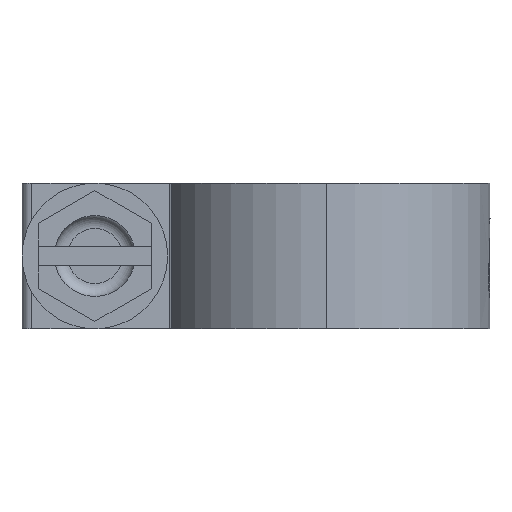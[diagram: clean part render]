
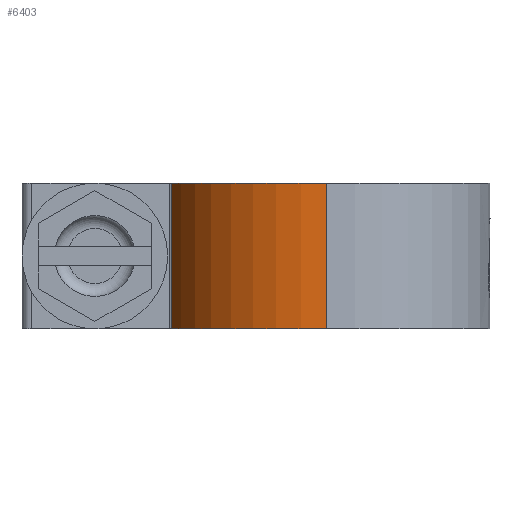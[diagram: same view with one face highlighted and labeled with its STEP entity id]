
A CAD part, left-side view. The second image highlights one B-rep face of the part: STEP entity #6403.
In plain terms, the highlighted cylindrical face has radius 10.1 mm (diameter 20.2 mm), a partial arc.
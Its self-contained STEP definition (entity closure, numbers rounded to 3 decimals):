
#58 = CARTESIAN_POINT ( 'NONE',  ( -3.179, 9.587, 4.5 ) ) ;
#413 = CIRCLE ( 'NONE', #6017, 10.1 ) ;
#707 = ORIENTED_EDGE ( 'NONE', *, *, #4468, .F. ) ;
#767 = CIRCLE ( 'NONE', #4007, 10.1 ) ;
#998 = EDGE_CURVE ( 'NONE', #5468, #2933, #1009, .T. ) ;
#1009 = LINE ( 'NONE', #58, #3757 ) ;
#1317 = CYLINDRICAL_SURFACE ( 'NONE', #6777, 10.1 ) ;
#1395 = CARTESIAN_POINT ( 'NONE',  ( -10.1, 0., -4.5 ) ) ;
#1489 = LINE ( 'NONE', #5204, #6125 ) ;
#1500 = EDGE_LOOP ( 'NONE', ( #707, #5611, #1512, #6022 ) ) ;
#1512 = ORIENTED_EDGE ( 'NONE', *, *, #998, .T. ) ;
#1520 = CARTESIAN_POINT ( 'NONE',  ( -3.179, 9.587, -4.5 ) ) ;
#2193 = DIRECTION ( 'NONE',  ( 0., 0., -1. ) ) ;
#2256 = DIRECTION ( 'NONE',  ( 0., 0., -1. ) ) ;
#2399 = DIRECTION ( 'NONE',  ( 0., 0., -1. ) ) ;
#2899 = VERTEX_POINT ( 'NONE', #1395 ) ;
#2933 = VERTEX_POINT ( 'NONE', #1520 ) ;
#3087 = EDGE_CURVE ( 'NONE', #2899, #2933, #413, .T. ) ;
#3433 = CARTESIAN_POINT ( 'NONE',  ( 0., 0., 4.5 ) ) ;
#3757 = VECTOR ( 'NONE', #2193, 1000. ) ;
#4007 = AXIS2_PLACEMENT_3D ( 'NONE', #6468, #2256, #5972 ) ;
#4468 = EDGE_CURVE ( 'NONE', #5533, #2899, #1489, .T. ) ;
#4821 = CARTESIAN_POINT ( 'NONE',  ( -3.179, 9.587, 4.5 ) ) ;
#4920 = DIRECTION ( 'NONE',  ( 0., 0., -1. ) ) ;
#5204 = CARTESIAN_POINT ( 'NONE',  ( -10.1, 0., 4.5 ) ) ;
#5309 = DIRECTION ( 'NONE',  ( 0., 0., -1. ) ) ;
#5447 = CARTESIAN_POINT ( 'NONE',  ( 0., 0., -4.5 ) ) ;
#5468 = VERTEX_POINT ( 'NONE', #4821 ) ;
#5533 = VERTEX_POINT ( 'NONE', #5892 ) ;
#5597 = DIRECTION ( 'NONE',  ( -1., 0., 0. ) ) ;
#5611 = ORIENTED_EDGE ( 'NONE', *, *, #6794, .T. ) ;
#5855 = DIRECTION ( 'NONE',  ( 1., 0., 0. ) ) ;
#5892 = CARTESIAN_POINT ( 'NONE',  ( -10.1, 0., 4.5 ) ) ;
#5972 = DIRECTION ( 'NONE',  ( 1., 0., 0. ) ) ;
#6017 = AXIS2_PLACEMENT_3D ( 'NONE', #5447, #4920, #5855 ) ;
#6022 = ORIENTED_EDGE ( 'NONE', *, *, #3087, .F. ) ;
#6106 = FACE_OUTER_BOUND ( 'NONE', #1500, .T. ) ;
#6125 = VECTOR ( 'NONE', #5309, 1000. ) ;
#6403 = ADVANCED_FACE ( 'NONE', ( #6106 ), #1317, .T. ) ;
#6468 = CARTESIAN_POINT ( 'NONE',  ( 0., 0., 4.5 ) ) ;
#6777 = AXIS2_PLACEMENT_3D ( 'NONE', #3433, #2399, #5597 ) ;
#6794 = EDGE_CURVE ( 'NONE', #5533, #5468, #767, .T. ) ;
